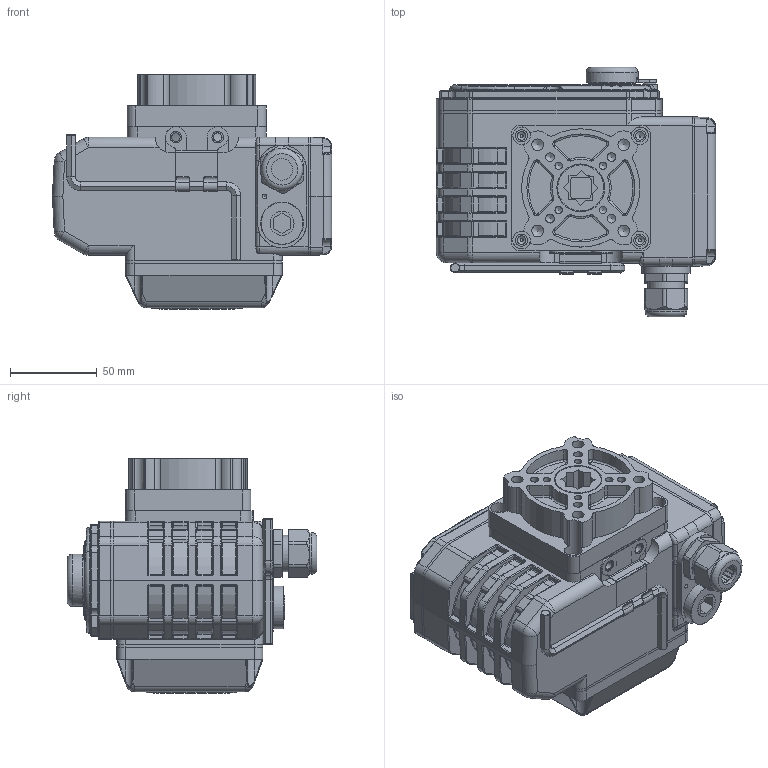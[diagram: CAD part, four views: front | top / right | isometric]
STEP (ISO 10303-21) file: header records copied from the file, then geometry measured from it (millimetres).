
FILE_DESCRIPTION(/* description */ ('Unknown'),/* implementation_level */ '2;1');
FILE_NAME(/* name */ 'AE30_AE50',/* time_stamp */ '2020-05-27T12:49:00+02:00',/* author */ ('Unknown'),/* organization */ ('Unknown'),/* preprocessor_version */ 'ST-DEVELOPER v16.7',/* originating_system */ 'Solid Edge',/* authorisation */ 'Unknown');
FILE_SCHEMA (('AUTOMOTIVE_DESIGN {1 0 10303 214 3 1 1}'));
Products named in the file (23): AE30_AE50; Z倰眊极橾遴20170830; 驱动盖组件; 驱动盖胶垫; Z倰忒梟縐啣; NQ10-034 梓僅啣; NQ10-033 硌渀; 萇蚾裔郪璃; 萇蚾裔; NQ10-035 噩え; 萇蚾裔蝶菜; 秶郘裔郪璃; 秶郘裔; 秶郘裔蝶菜; 盄黑; 盄坶; 盄坶1; 盄坶2; NQZ-018忒雄紱釬諳裔; Z型驱动盖最新外型20170830; 假蚾啣; 薊粣ん; 忒梟
Assembly tree (22 placements, depth 3):
  AE30_AE50
    Z倰眊极橾遴20170830
    驱动盖组件
      驱动盖胶垫
    Z倰忒梟縐啣
    NQ10-034 梓僅啣
    NQ10-033 硌渀
    萇蚾裔郪璃
      萇蚾裔
      NQ10-035 噩え
      萇蚾裔蝶菜
    秶郘裔郪璃
      秶郘裔
      秶郘裔蝶菜
    盄黑
    盄坶
      盄坶1
      盄坶2
    NQZ-018忒雄紱釬諳裔
    Z型驱动盖最新外型20170830
    假蚾啣
    薊粣ん
    忒梟
Bounding box: 160.5 x 143.5 x 135 mm (x, y, z)
Volume: 1061739.1 mm3; surface area: 217281.8 mm2
Topology: 18 solids, 20 shells, 2296 faces, 5863 edges, 3658 vertices
Faces by surface type: plane 884, cylinder 846, torus 270, bspline 195, cone 64, sphere 37
Full cylindrical faces by diameter (mm): 2.5 x2, 3.2 x2, 3.3 x22, 3.5 x1, 4 x6, 4.2 x5, 4.5 x14, 4.8 x14, 5 x14, 6.6 x2, 6.8 x8, 7 x4, 8 x1, 10.1 x4, 12.3 x1, 13.2 x1, 13.5 x1, 13.8 x1, 14 x1, 15 x2, 18.7 x1, 19 x3, 19.16 x1, 20 x1, 21 x3, 24 x1, 24.5 x1, 25 x1, 26 x1, 26.5 x1
Entity records: 76210 total; most frequent: CARTESIAN_POINT 21439, DIRECTION 11328, ORIENTED_EDGE 11118, EDGE_CURVE 5559, AXIS2_PLACEMENT_3D 4227, VERTEX_POINT 3617, LINE 2874, VECTOR 2874
